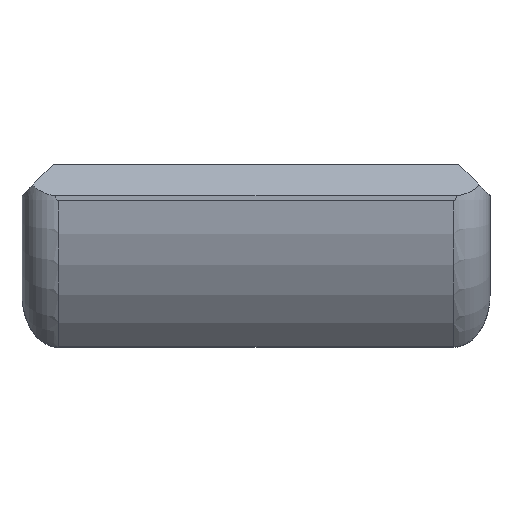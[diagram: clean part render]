
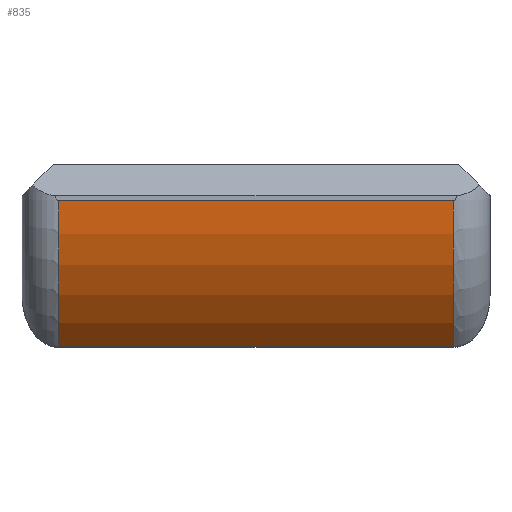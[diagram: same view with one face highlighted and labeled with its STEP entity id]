
A CAD part, top view. The second image highlights one B-rep face of the part: STEP entity #835.
In plain terms, the highlighted cylindrical face has radius 11.518 mm (diameter 23.036 mm), a partial arc.
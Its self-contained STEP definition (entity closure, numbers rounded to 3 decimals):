
#17=CYLINDRICAL_SURFACE('',#901,11.518);
#34=LINE('',#1230,#104);
#36=LINE('',#1245,#106);
#104=VECTOR('',#975,10.);
#106=VECTOR('',#979,10.);
#203=FACE_OUTER_BOUND('',#253,.T.);
#253=EDGE_LOOP('',(#582,#583,#584,#585));
#304=CIRCLE('',#899,11.518);
#305=CIRCLE('',#902,11.518);
#365=VERTEX_POINT('',#1202);
#366=VERTEX_POINT('',#1207);
#368=VERTEX_POINT('',#1229);
#370=VERTEX_POINT('',#1244);
#447=EDGE_CURVE('',#365,#366,#304,.T.);
#450=EDGE_CURVE('',#366,#368,#34,.T.);
#453=EDGE_CURVE('',#365,#370,#36,.T.);
#454=EDGE_CURVE('',#368,#370,#305,.T.);
#582=ORIENTED_EDGE('',*,*,#447,.F.);
#583=ORIENTED_EDGE('',*,*,#453,.T.);
#584=ORIENTED_EDGE('',*,*,#454,.F.);
#585=ORIENTED_EDGE('',*,*,#450,.F.);
#835=ADVANCED_FACE('',(#203),#17,.T.);
#899=AXIS2_PLACEMENT_3D('',#1208,#971,#972);
#901=AXIS2_PLACEMENT_3D('',#1243,#977,#978);
#902=AXIS2_PLACEMENT_3D('',#1246,#980,#981);
#971=DIRECTION('center_axis',(-1.,0.,0.));
#972=DIRECTION('ref_axis',(0.,-0.349,0.937));
#975=DIRECTION('',(1.,0.,0.));
#977=DIRECTION('center_axis',(1.,0.,0.));
#978=DIRECTION('ref_axis',(0.,-0.051,0.999));
#979=DIRECTION('',(1.,0.,0.));
#980=DIRECTION('center_axis',(1.,0.,0.));
#981=DIRECTION('ref_axis',(0.,-0.349,0.937));
#1202=CARTESIAN_POINT('',(2.,-9.937,20.297));
#1207=CARTESIAN_POINT('',(2.,-1.976,24.08));
#1208=CARTESIAN_POINT('Origin',(2.,-1.389,12.577));
#1229=CARTESIAN_POINT('',(23.5,-1.976,24.08));
#1230=CARTESIAN_POINT('',(14.5,-1.976,24.08));
#1243=CARTESIAN_POINT('Origin',(14.5,-1.389,12.577));
#1244=CARTESIAN_POINT('',(23.5,-9.937,20.297));
#1245=CARTESIAN_POINT('',(14.5,-9.937,20.297));
#1246=CARTESIAN_POINT('Origin',(23.5,-1.389,12.577));
